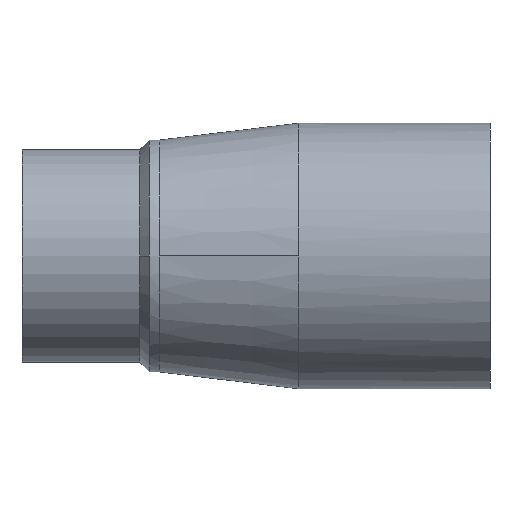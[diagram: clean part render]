
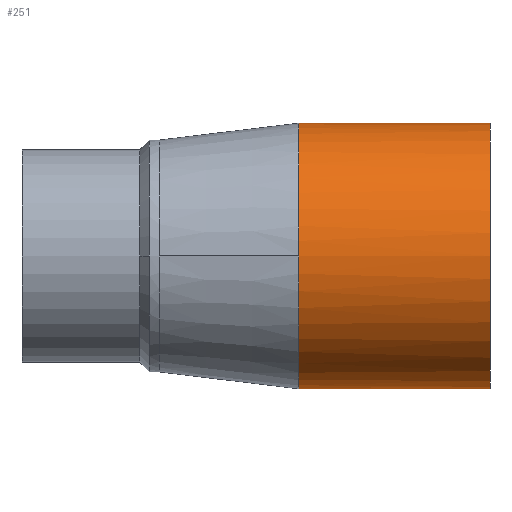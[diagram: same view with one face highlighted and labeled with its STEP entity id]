
A CAD part, front view. The second image highlights one B-rep face of the part: STEP entity #251.
In plain terms, the highlighted cylindrical face has radius 125 mm (diameter 250 mm), a partial arc.
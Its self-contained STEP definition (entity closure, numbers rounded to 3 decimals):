
#123 = VERTEX_POINT( '', #337 );
#145 = VERTEX_POINT( '', #362 );
#151 = VERTEX_POINT( '', #369 );
#189 = VERTEX_POINT( '', #410 );
#203 = EDGE_CURVE( '', #151, #123, #425, .T. );
#237 = VERTEX_POINT( '', #461 );
#239 = EDGE_CURVE( '', #237, #151, #463, .T. );
#251 = ADVANCED_FACE( '', ( #476 ), #477, .T. );
#253 = EDGE_CURVE( '', #145, #237, #479, .T. );
#265 = EDGE_CURVE( '', #123, #189, #491, .T. );
#279 = EDGE_CURVE( '', #189, #145, #509, .T. );
#337 = CARTESIAN_POINT( '', ( 260.5, 0., -125. ) );
#362 = CARTESIAN_POINT( '', ( 440.5, 0., 125. ) );
#369 = CARTESIAN_POINT( '', ( 260.5, -125., 0. ) );
#410 = CARTESIAN_POINT( '', ( 440.5, 0., -125. ) );
#425 = B_SPLINE_CURVE_WITH_KNOTS( '', 3, ( #768, #769, #770, #771, #772, #773, #774, #775, #776, #777, #778 ), .UNSPECIFIED., .F., .F., ( 4, 1, 1, 1, 1, 1, 1, 1, 4 ), ( 3.142, 3.338, 3.534, 3.731, 3.927, 4.123, 4.32, 4.516, 4.712 ), .UNSPECIFIED. );
#461 = CARTESIAN_POINT( '', ( 260.5, 0., 125. ) );
#463 = B_SPLINE_CURVE_WITH_KNOTS( '', 3, ( #1126, #1127, #1128, #1129, #1130, #1131, #1132, #1133, #1134, #1135, #1136 ), .UNSPECIFIED., .F., .F., ( 4, 1, 1, 1, 1, 1, 1, 1, 4 ), ( 1.571, 1.767, 1.963, 2.16, 2.356, 2.553, 2.749, 2.945, 3.142 ), .UNSPECIFIED. );
#476 = FACE_OUTER_BOUND( '', #1161, .T. );
#477 = CYLINDRICAL_SURFACE( '', #1162, 125. );
#479 = LINE( '', #1165, #1166 );
#491 = LINE( '', #1198, #1199 );
#509 = CIRCLE( '', #1499, 125. );
#768 = CARTESIAN_POINT( '', ( 260.5, -125., 0. ) );
#769 = CARTESIAN_POINT( '', ( 260.5, -125., -8.181 ) );
#770 = CARTESIAN_POINT( '', ( 260.5, -123.388, -24.544 ) );
#771 = CARTESIAN_POINT( '', ( 260.5, -116.229, -48.144 ) );
#772 = CARTESIAN_POINT( '', ( 260.5, -104.604, -69.894 ) );
#773 = CARTESIAN_POINT( '', ( 260.5, -88.958, -88.958 ) );
#774 = CARTESIAN_POINT( '', ( 260.5, -69.894, -104.604 ) );
#775 = CARTESIAN_POINT( '', ( 260.5, -48.144, -116.229 ) );
#776 = CARTESIAN_POINT( '', ( 260.5, -24.543, -123.388 ) );
#777 = CARTESIAN_POINT( '', ( 260.5, -8.181, -125. ) );
#778 = CARTESIAN_POINT( '', ( 260.5, 0., -125. ) );
#1126 = CARTESIAN_POINT( '', ( 260.5, 0., 125. ) );
#1127 = CARTESIAN_POINT( '', ( 260.5, -8.181, 125. ) );
#1128 = CARTESIAN_POINT( '', ( 260.5, -24.544, 123.388 ) );
#1129 = CARTESIAN_POINT( '', ( 260.5, -48.144, 116.229 ) );
#1130 = CARTESIAN_POINT( '', ( 260.5, -69.894, 104.604 ) );
#1131 = CARTESIAN_POINT( '', ( 260.5, -88.958, 88.958 ) );
#1132 = CARTESIAN_POINT( '', ( 260.5, -104.604, 69.894 ) );
#1133 = CARTESIAN_POINT( '', ( 260.5, -116.229, 48.144 ) );
#1134 = CARTESIAN_POINT( '', ( 260.5, -123.388, 24.543 ) );
#1135 = CARTESIAN_POINT( '', ( 260.5, -125., 8.181 ) );
#1136 = CARTESIAN_POINT( '', ( 260.5, -125., 0. ) );
#1161 = EDGE_LOOP( '', ( #2247, #2248, #2249, #2250, #2251 ) );
#1162 = AXIS2_PLACEMENT_3D( '', #2252, #2253, #2254 );
#1165 = CARTESIAN_POINT( '', ( 260.5, 0., 125. ) );
#1166 = VECTOR( '', #2255, 1. );
#1198 = CARTESIAN_POINT( '', ( 260.5, 0., -125. ) );
#1199 = VECTOR( '', #2263, 1. );
#1499 = AXIS2_PLACEMENT_3D( '', #2289, #2290, #2291 );
#2247 = ORIENTED_EDGE( '', *, *, #265, .T. );
#2248 = ORIENTED_EDGE( '', *, *, #279, .T. );
#2249 = ORIENTED_EDGE( '', *, *, #253, .T. );
#2250 = ORIENTED_EDGE( '', *, *, #239, .T. );
#2251 = ORIENTED_EDGE( '', *, *, #203, .T. );
#2252 = CARTESIAN_POINT( '', ( 260.5, 0., 0. ) );
#2253 = DIRECTION( '', ( -1., 0., 0. ) );
#2254 = DIRECTION( '', ( 0., 0., -1. ) );
#2255 = DIRECTION( '', ( -1., 0., 0. ) );
#2263 = DIRECTION( '', ( 1., 0., 0. ) );
#2289 = CARTESIAN_POINT( '', ( 440.5, 0., 0. ) );
#2290 = DIRECTION( '', ( -1., 0., 0. ) );
#2291 = DIRECTION( '', ( 0., 0., -1. ) );
